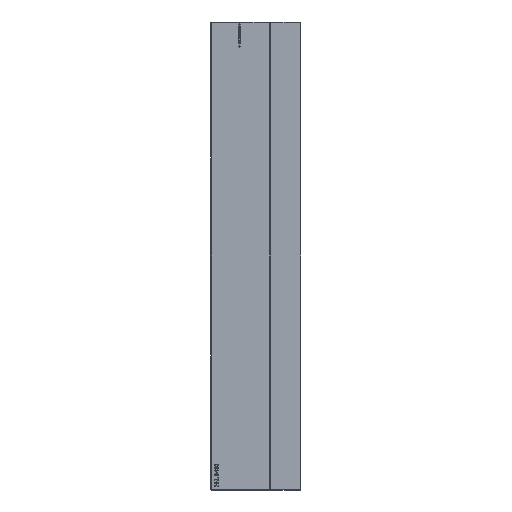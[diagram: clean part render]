
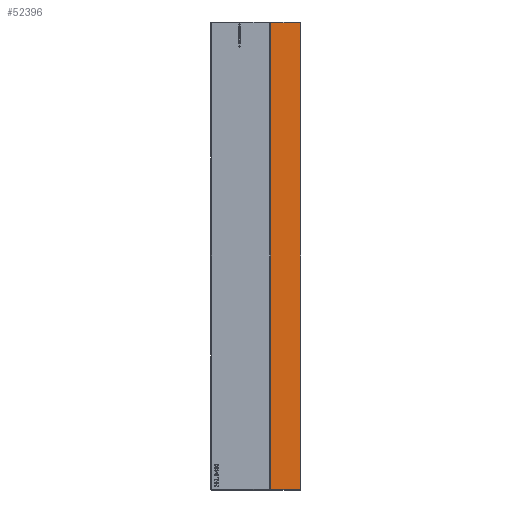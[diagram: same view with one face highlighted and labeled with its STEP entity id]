
A CAD part, left-side view. The second image highlights one B-rep face of the part: STEP entity #52396.
In plain terms, the highlighted planar face has unit normal (-1, 0, 0).
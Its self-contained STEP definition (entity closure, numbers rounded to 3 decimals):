
#50274 = PLANE('',#50275);
#50275 = AXIS2_PLACEMENT_3D('',#50276,#50277,#50278);
#50276 = CARTESIAN_POINT('',(-29.925,8.505,0.));
#50277 = DIRECTION('',(0.707,-0.707,
    0.));
#50278 = DIRECTION('',(0.,0.,1.));
#50646 = PLANE('',#50647);
#50647 = AXIS2_PLACEMENT_3D('',#50648,#50649,#50650);
#50648 = CARTESIAN_POINT('',(-29.925,0.,0.075));
#50649 = DIRECTION('',(0.707,0.,0.707));
#50650 = DIRECTION('',(0.,-1.,0.));
#50948 = PLANE('',#50949);
#50949 = AXIS2_PLACEMENT_3D('',#50950,#50951,#50952);
#50950 = CARTESIAN_POINT('',(-29.925,0.,129.925));
#50951 = DIRECTION('',(-0.707,0.,0.707));
#50952 = DIRECTION('',(0.,-1.,0.));
#51236 = VERTEX_POINT('',#51237);
#51237 = CARTESIAN_POINT('',(-30.,8.43,129.85));
#51258 = EDGE_CURVE('',#51259,#51236,#51261,.T.);
#51259 = VERTEX_POINT('',#51260);
#51260 = CARTESIAN_POINT('',(-30.,8.43,0.15));
#51261 = SURFACE_CURVE('',#51262,(#51266,#51273),.PCURVE_S1.);
#51262 = LINE('',#51263,#51264);
#51263 = CARTESIAN_POINT('',(-30.,8.43,0.));
#51264 = VECTOR('',#51265,1.);
#51265 = DIRECTION('',(0.,0.,1.));
#51266 = PCURVE('',#50274,#51267);
#51267 = DEFINITIONAL_REPRESENTATION('',(#51268),#51272);
#51268 = LINE('',#51269,#51270);
#51269 = CARTESIAN_POINT('',(0.,0.106));
#51270 = VECTOR('',#51271,1.);
#51271 = DIRECTION('',(1.,0.));
#51272 = ( GEOMETRIC_REPRESENTATION_CONTEXT(2) 
PARAMETRIC_REPRESENTATION_CONTEXT() REPRESENTATION_CONTEXT('2D SPACE',''
  ) );
#51273 = PCURVE('',#51274,#51279);
#51274 = PLANE('',#51275);
#51275 = AXIS2_PLACEMENT_3D('',#51276,#51277,#51278);
#51276 = CARTESIAN_POINT('',(-30.,0.,0.));
#51277 = DIRECTION('',(-1.,0.,0.));
#51278 = DIRECTION('',(0.,1.,0.));
#51279 = DEFINITIONAL_REPRESENTATION('',(#51280),#51284);
#51280 = LINE('',#51281,#51282);
#51281 = CARTESIAN_POINT('',(8.43,0.));
#51282 = VECTOR('',#51283,1.);
#51283 = DIRECTION('',(0.,-1.));
#51284 = ( GEOMETRIC_REPRESENTATION_CONTEXT(2) 
PARAMETRIC_REPRESENTATION_CONTEXT() REPRESENTATION_CONTEXT('2D SPACE',''
  ) );
#51693 = VERTEX_POINT('',#51694);
#51694 = CARTESIAN_POINT('',(-30.,0.15,0.15));
#51720 = EDGE_CURVE('',#51693,#51259,#51721,.T.);
#51721 = SURFACE_CURVE('',#51722,(#51726,#51733),.PCURVE_S1.);
#51722 = LINE('',#51723,#51724);
#51723 = CARTESIAN_POINT('',(-30.,0.,0.15));
#51724 = VECTOR('',#51725,1.);
#51725 = DIRECTION('',(0.,1.,0.));
#51726 = PCURVE('',#50646,#51727);
#51727 = DEFINITIONAL_REPRESENTATION('',(#51728),#51732);
#51728 = LINE('',#51729,#51730);
#51729 = CARTESIAN_POINT('',(0.,-0.106));
#51730 = VECTOR('',#51731,1.);
#51731 = DIRECTION('',(-1.,0.));
#51732 = ( GEOMETRIC_REPRESENTATION_CONTEXT(2) 
PARAMETRIC_REPRESENTATION_CONTEXT() REPRESENTATION_CONTEXT('2D SPACE',''
  ) );
#51733 = PCURVE('',#51274,#51734);
#51734 = DEFINITIONAL_REPRESENTATION('',(#51735),#51739);
#51735 = LINE('',#51736,#51737);
#51736 = CARTESIAN_POINT('',(0.,-0.15));
#51737 = VECTOR('',#51738,1.);
#51738 = DIRECTION('',(1.,0.));
#51739 = ( GEOMETRIC_REPRESENTATION_CONTEXT(2) 
PARAMETRIC_REPRESENTATION_CONTEXT() REPRESENTATION_CONTEXT('2D SPACE',''
  ) );
#52146 = VERTEX_POINT('',#52147);
#52147 = CARTESIAN_POINT('',(-30.,0.15,129.85));
#52173 = EDGE_CURVE('',#52146,#51236,#52174,.T.);
#52174 = SURFACE_CURVE('',#52175,(#52179,#52186),.PCURVE_S1.);
#52175 = LINE('',#52176,#52177);
#52176 = CARTESIAN_POINT('',(-30.,0.,129.85));
#52177 = VECTOR('',#52178,1.);
#52178 = DIRECTION('',(0.,1.,0.));
#52179 = PCURVE('',#50948,#52180);
#52180 = DEFINITIONAL_REPRESENTATION('',(#52181),#52185);
#52181 = LINE('',#52182,#52183);
#52182 = CARTESIAN_POINT('',(0.,-0.106));
#52183 = VECTOR('',#52184,1.);
#52184 = DIRECTION('',(-1.,0.));
#52185 = ( GEOMETRIC_REPRESENTATION_CONTEXT(2) 
PARAMETRIC_REPRESENTATION_CONTEXT() REPRESENTATION_CONTEXT('2D SPACE',''
  ) );
#52186 = PCURVE('',#51274,#52187);
#52187 = DEFINITIONAL_REPRESENTATION('',(#52188),#52192);
#52188 = LINE('',#52189,#52190);
#52189 = CARTESIAN_POINT('',(0.,-129.85));
#52190 = VECTOR('',#52191,1.);
#52191 = DIRECTION('',(1.,0.));
#52192 = ( GEOMETRIC_REPRESENTATION_CONTEXT(2) 
PARAMETRIC_REPRESENTATION_CONTEXT() REPRESENTATION_CONTEXT('2D SPACE',''
  ) );
#52396 = ADVANCED_FACE('',(#52397),#51274,.T.);
#52397 = FACE_BOUND('',#52398,.T.);
#52398 = EDGE_LOOP('',(#52399,#52400,#52401,#52427));
#52399 = ORIENTED_EDGE('',*,*,#51258,.F.);
#52400 = ORIENTED_EDGE('',*,*,#51720,.F.);
#52401 = ORIENTED_EDGE('',*,*,#52402,.T.);
#52402 = EDGE_CURVE('',#51693,#52146,#52403,.T.);
#52403 = SURFACE_CURVE('',#52404,(#52408,#52415),.PCURVE_S1.);
#52404 = LINE('',#52405,#52406);
#52405 = CARTESIAN_POINT('',(-30.,0.15,0.));
#52406 = VECTOR('',#52407,1.);
#52407 = DIRECTION('',(0.,0.,1.));
#52408 = PCURVE('',#51274,#52409);
#52409 = DEFINITIONAL_REPRESENTATION('',(#52410),#52414);
#52410 = LINE('',#52411,#52412);
#52411 = CARTESIAN_POINT('',(0.15,0.));
#52412 = VECTOR('',#52413,1.);
#52413 = DIRECTION('',(0.,-1.));
#52414 = ( GEOMETRIC_REPRESENTATION_CONTEXT(2) 
PARAMETRIC_REPRESENTATION_CONTEXT() REPRESENTATION_CONTEXT('2D SPACE',''
  ) );
#52415 = PCURVE('',#52416,#52421);
#52416 = PLANE('',#52417);
#52417 = AXIS2_PLACEMENT_3D('',#52418,#52419,#52420);
#52418 = CARTESIAN_POINT('',(-29.925,0.075,0.));
#52419 = DIRECTION('',(0.707,0.707,
    0.));
#52420 = DIRECTION('',(0.,0.,1.));
#52421 = DEFINITIONAL_REPRESENTATION('',(#52422),#52426);
#52422 = LINE('',#52423,#52424);
#52423 = CARTESIAN_POINT('',(0.,-0.106));
#52424 = VECTOR('',#52425,1.);
#52425 = DIRECTION('',(1.,0.));
#52426 = ( GEOMETRIC_REPRESENTATION_CONTEXT(2) 
PARAMETRIC_REPRESENTATION_CONTEXT() REPRESENTATION_CONTEXT('2D SPACE',''
  ) );
#52427 = ORIENTED_EDGE('',*,*,#52173,.T.);
